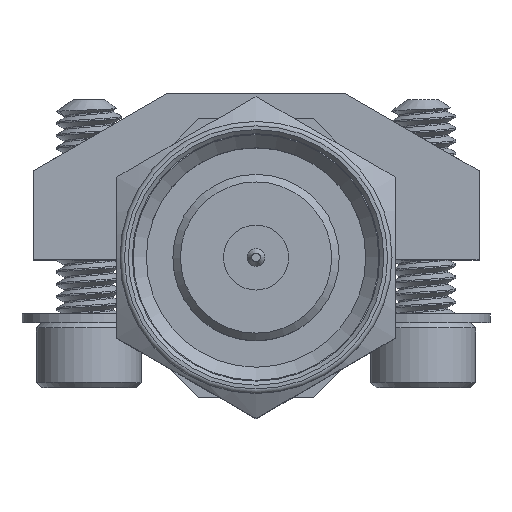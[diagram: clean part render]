
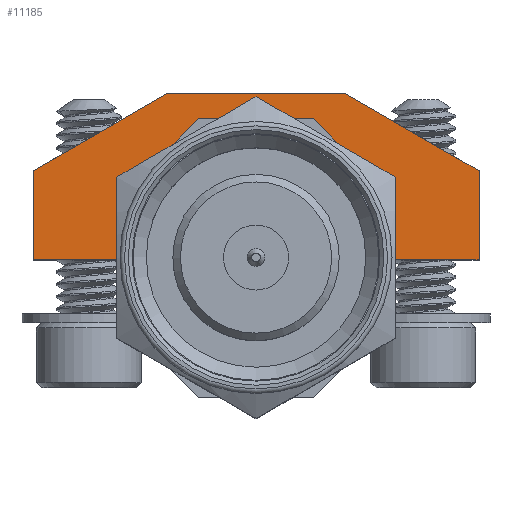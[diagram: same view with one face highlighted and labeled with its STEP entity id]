
A CAD part, top view. The second image highlights one B-rep face of the part: STEP entity #11185.
In plain terms, the highlighted planar face has unit normal (0, 0, 1).
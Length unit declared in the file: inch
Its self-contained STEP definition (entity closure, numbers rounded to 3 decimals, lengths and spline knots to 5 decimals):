
#173 = VECTOR ( 'NONE', #10516, 39.37008 ) ;
#218 = EDGE_LOOP ( 'NONE', ( #5871, #6462, #11627, #3318, #8078, #3379, #8075, #9534, #5577, #10552, #5389, #12220 ) ) ;
#327 = VERTEX_POINT ( 'NONE', #10793 ) ;
#556 = LINE ( 'NONE', #8719, #7055 ) ;
#741 = CARTESIAN_POINT ( 'NONE',  ( 0.25, -0.002, -0.1 ) ) ;
#844 = VERTEX_POINT ( 'NONE', #5481 ) ;
#957 = CARTESIAN_POINT ( 'NONE',  ( 0.09931, 0.185, -0.1 ) ) ;
#1103 = EDGE_CURVE ( 'NONE', #5226, #9145, #1684, .T. ) ;
#1157 = LINE ( 'NONE', #4957, #10921 ) ;
#1185 = CARTESIAN_POINT ( 'NONE',  ( 0.156, -0.002, -0.1 ) ) ;
#1509 = EDGE_CURVE ( 'NONE', #4560, #4781, #5937, .T. ) ;
#1606 = VECTOR ( 'NONE', #9064, 39.37008 ) ;
#1684 = LINE ( 'NONE', #4981, #173 ) ;
#1770 = CARTESIAN_POINT ( 'NONE',  ( 0., -0.002, -0.1 ) ) ;
#1809 = EDGE_CURVE ( 'NONE', #9424, #4560, #1157, .T. ) ;
#1880 = EDGE_CURVE ( 'NONE', #7898, #6834, #556, .T. ) ;
#2119 = AXIS2_PLACEMENT_3D ( 'NONE', #11852, #3293, #5212 ) ;
#2167 = LINE ( 'NONE', #1770, #11457 ) ;
#2250 = VERTEX_POINT ( 'NONE', #957 ) ;
#2511 = CARTESIAN_POINT ( 'NONE',  ( 0.06462, 0.156, -0.1 ) ) ;
#2572 = CARTESIAN_POINT ( 'NONE',  ( 0.06462, 0.156, -0.1 ) ) ;
#2909 = VECTOR ( 'NONE', #10574, 39.37008 ) ;
#3237 = CARTESIAN_POINT ( 'NONE',  ( 0., 0.185, -0.1 ) ) ;
#3293 = DIRECTION ( 'NONE',  ( 0., 0., -1. ) ) ;
#3304 = VECTOR ( 'NONE', #11049, 39.37008 ) ;
#3318 = ORIENTED_EDGE ( 'NONE', *, *, #4276, .T. ) ;
#3379 = ORIENTED_EDGE ( 'NONE', *, *, #1880, .F. ) ;
#3885 = DIRECTION ( 'NONE',  ( -0.866, -0.5, 0. ) ) ;
#3991 = CARTESIAN_POINT ( 'NONE',  ( -0.06462, 0.156, -0.1 ) ) ;
#4045 = CARTESIAN_POINT ( 'NONE',  ( -0.25, -0.002, -0.1 ) ) ;
#4102 = CARTESIAN_POINT ( 'NONE',  ( 0.03132, 0.22425, -0.1 ) ) ;
#4174 = DIRECTION ( 'NONE',  ( 0., 1., 0. ) ) ;
#4189 = PLANE ( 'NONE',  #2119 ) ;
#4200 = VECTOR ( 'NONE', #5283, 39.37008 ) ;
#4276 = EDGE_CURVE ( 'NONE', #2250, #844, #8757, .T. ) ;
#4289 = CARTESIAN_POINT ( 'NONE',  ( 0.156, 0.06462, -0.1 ) ) ;
#4560 = VERTEX_POINT ( 'NONE', #4289 ) ;
#4613 = VECTOR ( 'NONE', #7997, 39.37008 ) ;
#4781 = VERTEX_POINT ( 'NONE', #2572 ) ;
#4899 = CARTESIAN_POINT ( 'NONE',  ( -0.156, -0.002, -0.1 ) ) ;
#4957 = CARTESIAN_POINT ( 'NONE',  ( 0.156, -0.06462, -0.1 ) ) ;
#4981 = CARTESIAN_POINT ( 'NONE',  ( -0.06462, 0.156, -0.1 ) ) ;
#4989 = FACE_OUTER_BOUND ( 'NONE', #218, .T. ) ;
#5212 = DIRECTION ( 'NONE',  ( -1., 0., 0. ) ) ;
#5222 = EDGE_CURVE ( 'NONE', #327, #2250, #8712, .T. ) ;
#5226 = VERTEX_POINT ( 'NONE', #3991 ) ;
#5283 = DIRECTION ( 'NONE',  ( -1., 0., 0. ) ) ;
#5389 = ORIENTED_EDGE ( 'NONE', *, *, #1509, .F. ) ;
#5481 = CARTESIAN_POINT ( 'NONE',  ( -0.09931, 0.185, -0.1 ) ) ;
#5577 = ORIENTED_EDGE ( 'NONE', *, *, #1103, .F. ) ;
#5714 = CARTESIAN_POINT ( 'NONE',  ( -0.03132, 0.22425, -0.1 ) ) ;
#5726 = LINE ( 'NONE', #9366, #11365 ) ;
#5871 = ORIENTED_EDGE ( 'NONE', *, *, #8292, .F. ) ;
#5937 = LINE ( 'NONE', #10137, #3304 ) ;
#6055 = EDGE_CURVE ( 'NONE', #4781, #5226, #8633, .T. ) ;
#6189 = VECTOR ( 'NONE', #11689, 39.37008 ) ;
#6453 = DIRECTION ( 'NONE',  ( -1., 0., 0. ) ) ;
#6462 = ORIENTED_EDGE ( 'NONE', *, *, #11693, .T. ) ;
#6603 = LINE ( 'NONE', #11906, #1606 ) ;
#6834 = VERTEX_POINT ( 'NONE', #8192 ) ;
#7055 = VECTOR ( 'NONE', #4174, 39.37008 ) ;
#7558 = DIRECTION ( 'NONE',  ( 1., 0., 0. ) ) ;
#7593 = LINE ( 'NONE', #11397, #2909 ) ;
#7702 = EDGE_CURVE ( 'NONE', #844, #6834, #9615, .T. ) ;
#7898 = VERTEX_POINT ( 'NONE', #4045 ) ;
#7997 = DIRECTION ( 'NONE',  ( -1., 0., 0. ) ) ;
#8075 = ORIENTED_EDGE ( 'NONE', *, *, #9325, .T. ) ;
#8078 = ORIENTED_EDGE ( 'NONE', *, *, #7702, .T. ) ;
#8192 = CARTESIAN_POINT ( 'NONE',  ( -0.25, 0.098, -0.1 ) ) ;
#8292 = EDGE_CURVE ( 'NONE', #11053, #9424, #5726, .T. ) ;
#8633 = LINE ( 'NONE', #2511, #4200 ) ;
#8712 = LINE ( 'NONE', #4102, #6189 ) ;
#8719 = CARTESIAN_POINT ( 'NONE',  ( -0.25, 0.17, -0.1 ) ) ;
#8757 = LINE ( 'NONE', #3237, #4613 ) ;
#9064 = DIRECTION ( 'NONE',  ( 0., -1., 0. ) ) ;
#9145 = VERTEX_POINT ( 'NONE', #10030 ) ;
#9325 = EDGE_CURVE ( 'NONE', #7898, #9364, #2167, .T. ) ;
#9364 = VERTEX_POINT ( 'NONE', #4899 ) ;
#9366 = CARTESIAN_POINT ( 'NONE',  ( 0., -0.002, -0.1 ) ) ;
#9424 = VERTEX_POINT ( 'NONE', #1185 ) ;
#9534 = ORIENTED_EDGE ( 'NONE', *, *, #10601, .F. ) ;
#9615 = LINE ( 'NONE', #5714, #11818 ) ;
#9667 = DIRECTION ( 'NONE',  ( 0., 1., 0. ) ) ;
#10030 = CARTESIAN_POINT ( 'NONE',  ( -0.156, 0.06462, -0.1 ) ) ;
#10137 = CARTESIAN_POINT ( 'NONE',  ( 0.156, 0.06462, -0.1 ) ) ;
#10516 = DIRECTION ( 'NONE',  ( -0.707, -0.707, 0. ) ) ;
#10552 = ORIENTED_EDGE ( 'NONE', *, *, #6055, .F. ) ;
#10574 = DIRECTION ( 'NONE',  ( 0., 1., 0. ) ) ;
#10601 = EDGE_CURVE ( 'NONE', #9145, #9364, #6603, .T. ) ;
#10793 = CARTESIAN_POINT ( 'NONE',  ( 0.25, 0.098, -0.1 ) ) ;
#10921 = VECTOR ( 'NONE', #9667, 39.37008 ) ;
#11049 = DIRECTION ( 'NONE',  ( -0.707, 0.707, 0. ) ) ;
#11053 = VERTEX_POINT ( 'NONE', #741 ) ;
#11185 = ADVANCED_FACE ( 'NONE', ( #4989 ), #4189, .F. ) ;
#11365 = VECTOR ( 'NONE', #6453, 39.37008 ) ;
#11397 = CARTESIAN_POINT ( 'NONE',  ( 0.25, 0.17, -0.1 ) ) ;
#11457 = VECTOR ( 'NONE', #7558, 39.37008 ) ;
#11627 = ORIENTED_EDGE ( 'NONE', *, *, #5222, .T. ) ;
#11689 = DIRECTION ( 'NONE',  ( -0.866, 0.5, 0. ) ) ;
#11693 = EDGE_CURVE ( 'NONE', #11053, #327, #7593, .T. ) ;
#11818 = VECTOR ( 'NONE', #3885, 39.37008 ) ;
#11852 = CARTESIAN_POINT ( 'NONE',  ( 0., 0.17, -0.1 ) ) ;
#11906 = CARTESIAN_POINT ( 'NONE',  ( -0.156, 0.06462, -0.1 ) ) ;
#12220 = ORIENTED_EDGE ( 'NONE', *, *, #1809, .F. ) ;
